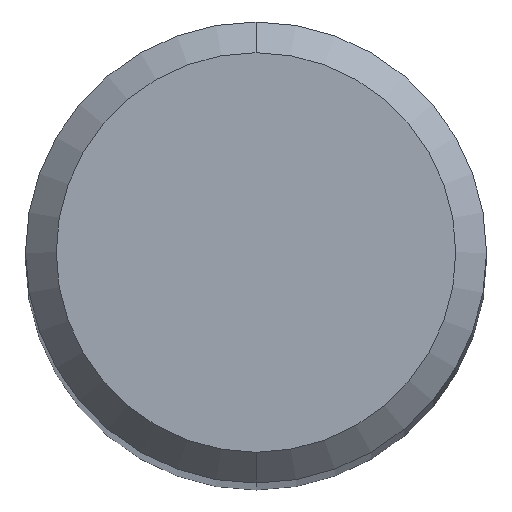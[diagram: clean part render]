
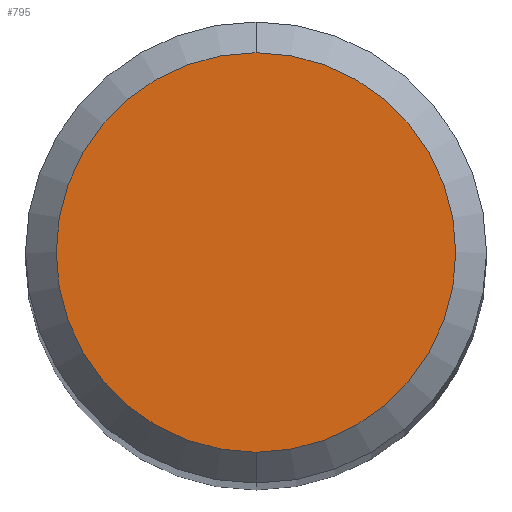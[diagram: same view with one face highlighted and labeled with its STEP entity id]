
A CAD part, top view. The second image highlights one B-rep face of the part: STEP entity #795.
In plain terms, the highlighted planar face has unit normal (0, 0, 1).
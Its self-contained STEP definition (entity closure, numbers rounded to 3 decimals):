
#463=VERTEX_POINT('',#1047);
#523=EDGE_CURVE('',#827,#463,#1110,.T.);
#723=EDGE_CURVE('',#463,#827,#1330,.T.);
#795=ADVANCED_FACE('',(#1410),#1411,.T.);
#827=VERTEX_POINT('',#1447);
#1047=CARTESIAN_POINT('',(0.0,2.6,0.0));
#1110=CIRCLE('',#3287,2.6);
#1330=CIRCLE('',#4061,2.6);
#1410=FACE_OUTER_BOUND('',#5508,.T.);
#1411=PLANE('',#5509);
#1447=CARTESIAN_POINT('',(0.,-2.6,0.0));
#3287=AXIS2_PLACEMENT_3D('',#5990,#5991,#5992);
#4061=AXIS2_PLACEMENT_3D('',#6230,#6231,#6232);
#5508=EDGE_LOOP('',(#6332,#6333));
#5509=AXIS2_PLACEMENT_3D('',#6334,#6335,#6336);
#5990=CARTESIAN_POINT('',(0.0,0.0,0.0));
#5991=DIRECTION('',(0.0,0.0,-1.0));
#5992=DIRECTION('',(0.0,1.0,0.0));
#6230=CARTESIAN_POINT('',(0.0,0.0,0.0));
#6231=DIRECTION('',(0.0,0.0,-1.0));
#6232=DIRECTION('',(0.0,1.0,0.0));
#6332=ORIENTED_EDGE('',*,*,#723,.F.);
#6333=ORIENTED_EDGE('',*,*,#523,.F.);
#6334=CARTESIAN_POINT('',(0.0,1.3,0.0));
#6335=DIRECTION('',(-0.0,0.0,1.0));
#6336=DIRECTION('',(0.0,-1.0,0.0));
